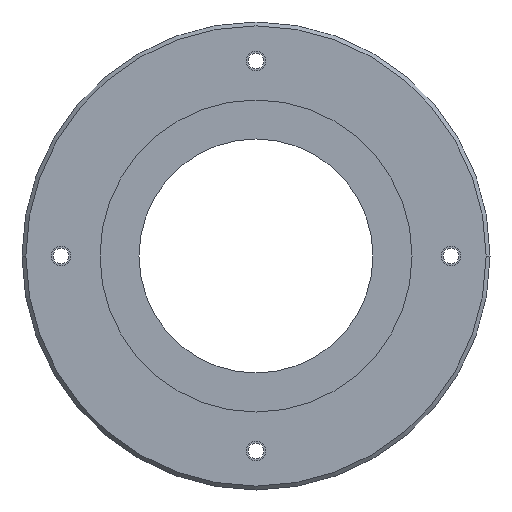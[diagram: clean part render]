
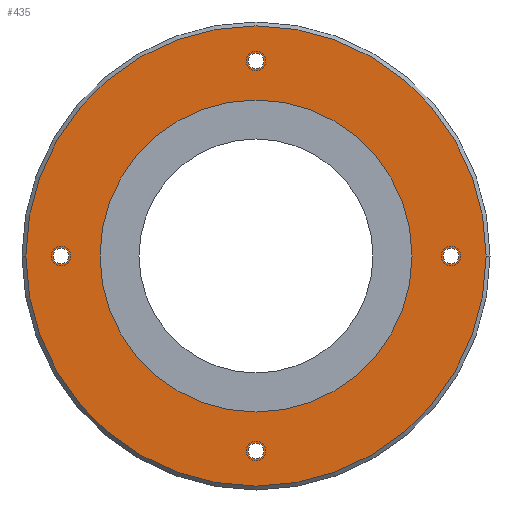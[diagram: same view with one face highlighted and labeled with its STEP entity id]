
A CAD part, front view. The second image highlights one B-rep face of the part: STEP entity #435.
In plain terms, the highlighted planar face has unit normal (0, -1, 0).
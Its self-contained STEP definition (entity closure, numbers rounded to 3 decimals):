
#88=CARTESIAN_POINT('',(0.,-3.,0.));
#89=DIRECTION('',(0.,1.,0.));
#90=DIRECTION('',(1.,0.,0.));
#91=AXIS2_PLACEMENT_3D('',#88,#89,#90);
#93=CARTESIAN_POINT('',(0.,-3.,0.));
#94=DIRECTION('',(0.,-1.,0.));
#95=DIRECTION('',(1.,0.,0.));
#96=AXIS2_PLACEMENT_3D('',#93,#94,#95);
#98=CARTESIAN_POINT('',(-25.,-3.,0.));
#99=DIRECTION('',(0.,1.,0.));
#100=DIRECTION('',(1.,0.,0.));
#101=AXIS2_PLACEMENT_3D('',#98,#99,#100);
#103=CARTESIAN_POINT('',(-25.,-3.,0.));
#104=DIRECTION('',(0.,1.,0.));
#105=DIRECTION('',(-1.,0.,0.));
#106=AXIS2_PLACEMENT_3D('',#103,#104,#105);
#108=CARTESIAN_POINT('',(0.,-3.,25.));
#109=DIRECTION('',(0.,1.,0.));
#110=DIRECTION('',(1.,0.,0.));
#111=AXIS2_PLACEMENT_3D('',#108,#109,#110);
#113=CARTESIAN_POINT('',(0.,-3.,25.));
#114=DIRECTION('',(0.,1.,0.));
#115=DIRECTION('',(-1.,0.,0.));
#116=AXIS2_PLACEMENT_3D('',#113,#114,#115);
#118=CARTESIAN_POINT('',(25.,-3.,0.));
#119=DIRECTION('',(0.,1.,0.));
#120=DIRECTION('',(1.,0.,0.));
#121=AXIS2_PLACEMENT_3D('',#118,#119,#120);
#123=CARTESIAN_POINT('',(25.,-3.,0.));
#124=DIRECTION('',(0.,1.,0.));
#125=DIRECTION('',(-1.,0.,0.));
#126=AXIS2_PLACEMENT_3D('',#123,#124,#125);
#128=CARTESIAN_POINT('',(0.,-3.,-25.));
#129=DIRECTION('',(0.,1.,0.));
#130=DIRECTION('',(1.,0.,0.));
#131=AXIS2_PLACEMENT_3D('',#128,#129,#130);
#133=CARTESIAN_POINT('',(0.,-3.,-25.));
#134=DIRECTION('',(0.,1.,0.));
#135=DIRECTION('',(-1.,0.,0.));
#136=AXIS2_PLACEMENT_3D('',#133,#134,#135);
#138=CARTESIAN_POINT('',(0.,-3.,0.));
#139=DIRECTION('',(0.,1.,0.));
#140=DIRECTION('',(1.,0.,0.));
#141=AXIS2_PLACEMENT_3D('',#138,#139,#140);
#143=CARTESIAN_POINT('',(0.,-3.,0.));
#144=DIRECTION('',(0.,1.,0.));
#145=DIRECTION('',(-1.,0.,0.));
#146=AXIS2_PLACEMENT_3D('',#143,#144,#145);
#235=CARTESIAN_POINT('',(20.,-3.,0.));
#237=VERTEX_POINT('',#235);
#239=CARTESIAN_POINT('',(-20.,-3.,0.));
#241=VERTEX_POINT('',#239);
#254=CARTESIAN_POINT('',(-23.975,-3.,0.));
#255=CARTESIAN_POINT('',(-26.025,-3.,0.));
#256=VERTEX_POINT('',#254);
#257=VERTEX_POINT('',#255);
#262=CARTESIAN_POINT('',(1.025,-3.,25.));
#263=CARTESIAN_POINT('',(-1.025,-3.,25.));
#264=VERTEX_POINT('',#262);
#265=VERTEX_POINT('',#263);
#270=CARTESIAN_POINT('',(26.025,-3.,0.));
#271=CARTESIAN_POINT('',(23.975,-3.,0.));
#272=VERTEX_POINT('',#270);
#273=VERTEX_POINT('',#271);
#278=CARTESIAN_POINT('',(1.025,-3.,-25.));
#279=CARTESIAN_POINT('',(-1.025,-3.,-25.));
#280=VERTEX_POINT('',#278);
#281=VERTEX_POINT('',#279);
#294=CARTESIAN_POINT('',(29.5,-3.,0.));
#295=CARTESIAN_POINT('',(-29.5,-3.,0.));
#296=VERTEX_POINT('',#294);
#297=VERTEX_POINT('',#295);
#396=CARTESIAN_POINT('',(0.,-3.,0.));
#397=DIRECTION('',(0.,1.,0.));
#398=DIRECTION('',(1.,0.,0.));
#399=AXIS2_PLACEMENT_3D('',#396,#397,#398);
#400=PLANE('',#399);
#401=ORIENTED_EDGE('',*,*,#363,.T.);
#402=ORIENTED_EDGE('',*,*,#378,.T.);
#403=EDGE_LOOP('',(#401,#402));
#404=FACE_OUTER_BOUND('',#403,.F.);
#406=ORIENTED_EDGE('',*,*,#405,.F.);
#408=ORIENTED_EDGE('',*,*,#407,.F.);
#409=EDGE_LOOP('',(#406,#408));
#410=FACE_BOUND('',#409,.F.);
#412=ORIENTED_EDGE('',*,*,#411,.F.);
#414=ORIENTED_EDGE('',*,*,#413,.F.);
#415=EDGE_LOOP('',(#412,#414));
#416=FACE_BOUND('',#415,.F.);
#418=ORIENTED_EDGE('',*,*,#417,.F.);
#420=ORIENTED_EDGE('',*,*,#419,.F.);
#421=EDGE_LOOP('',(#418,#420));
#422=FACE_BOUND('',#421,.F.);
#424=ORIENTED_EDGE('',*,*,#423,.F.);
#426=ORIENTED_EDGE('',*,*,#425,.F.);
#427=EDGE_LOOP('',(#424,#426));
#428=FACE_BOUND('',#427,.F.);
#430=ORIENTED_EDGE('',*,*,#429,.F.);
#432=ORIENTED_EDGE('',*,*,#431,.T.);
#433=EDGE_LOOP('',(#430,#432));
#434=FACE_BOUND('',#433,.F.);
#435=ADVANCED_FACE('',(#404,#410,#416,#422,#428,#434),#400,.F.);
#92=CIRCLE('',#91,20.);
#97=CIRCLE('',#96,20.);
#102=CIRCLE('',#101,1.025);
#107=CIRCLE('',#106,1.025);
#112=CIRCLE('',#111,1.025);
#117=CIRCLE('',#116,1.025);
#122=CIRCLE('',#121,1.025);
#127=CIRCLE('',#126,1.025);
#132=CIRCLE('',#131,1.025);
#137=CIRCLE('',#136,1.025);
#142=CIRCLE('',#141,29.5);
#147=CIRCLE('',#146,29.5);
#363=EDGE_CURVE('',#296,#297,#142,.T.);
#378=EDGE_CURVE('',#297,#296,#147,.T.);
#405=EDGE_CURVE('',#256,#257,#102,.T.);
#407=EDGE_CURVE('',#257,#256,#107,.T.);
#411=EDGE_CURVE('',#264,#265,#112,.T.);
#413=EDGE_CURVE('',#265,#264,#117,.T.);
#417=EDGE_CURVE('',#272,#273,#122,.T.);
#419=EDGE_CURVE('',#273,#272,#127,.T.);
#423=EDGE_CURVE('',#280,#281,#132,.T.);
#425=EDGE_CURVE('',#281,#280,#137,.T.);
#429=EDGE_CURVE('',#237,#241,#92,.T.);
#431=EDGE_CURVE('',#237,#241,#97,.T.);
